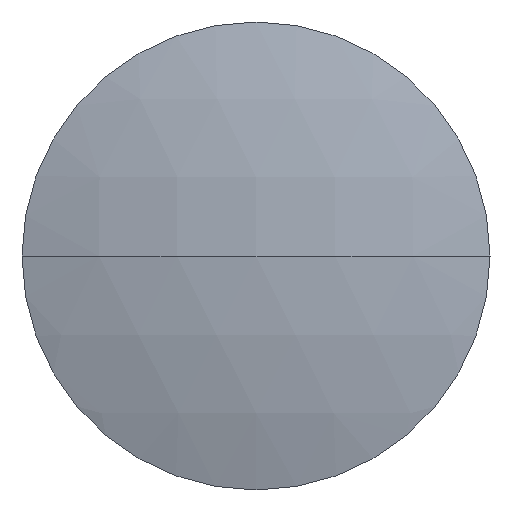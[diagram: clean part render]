
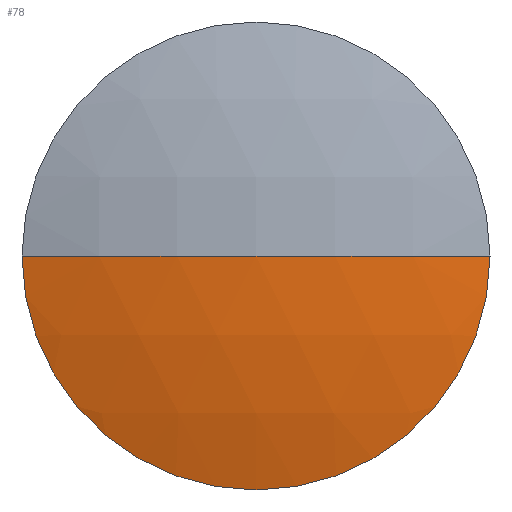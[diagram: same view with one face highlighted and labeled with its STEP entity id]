
A CAD part, left-side view. The second image highlights one B-rep face of the part: STEP entity #78.
In plain terms, the highlighted spherical face has radius 90.203 mm.
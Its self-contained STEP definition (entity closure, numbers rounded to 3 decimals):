
#29 = VERTEX_POINT ( 'NONE', #301 ) ;
#40 = CARTESIAN_POINT ( 'NONE',  ( 167.766, 97.232, 0. ) ) ;
#41 = CARTESIAN_POINT ( 'NONE',  ( 171.416, 97.232, 0. ) ) ;
#45 = EDGE_CURVE ( 'NONE', #338, #29, #59, .T. ) ;
#50 = ORIENTED_EDGE ( 'NONE', *, *, #81, .T. ) ;
#56 = DIRECTION ( 'NONE',  ( -1., 0., 0. ) ) ;
#59 = CIRCLE ( 'NONE', #283, 25.4 ) ;
#60 = EDGE_CURVE ( 'NONE', #106, #165, #170, .T. ) ;
#64 = DIRECTION ( 'NONE',  ( 0., 0., -1. ) ) ;
#65 = ORIENTED_EDGE ( 'NONE', *, *, #254, .T. ) ;
#78 = ADVANCED_FACE ( 'NONE', ( #267 ), #322, .T. ) ;
#79 = AXIS2_PLACEMENT_3D ( 'NONE', #304, #154, #305 ) ;
#81 = EDGE_CURVE ( 'NONE', #106, #338, #317, .T. ) ;
#89 = DIRECTION ( 'NONE',  ( 0., 1., 0. ) ) ;
#90 = DIRECTION ( 'NONE',  ( 0., 0., 1. ) ) ;
#98 = AXIS2_PLACEMENT_3D ( 'NONE', #326, #250, #89 ) ;
#106 = VERTEX_POINT ( 'NONE', #151 ) ;
#123 = AXIS2_PLACEMENT_3D ( 'NONE', #156, #64, #164 ) ;
#136 = DIRECTION ( 'NONE',  ( 0., 0., 1. ) ) ;
#151 = CARTESIAN_POINT ( 'NONE',  ( 171.416, 122.632, 0. ) ) ;
#154 = DIRECTION ( 'NONE',  ( 0., 0., 1. ) ) ;
#156 = CARTESIAN_POINT ( 'NONE',  ( 257.969, 97.232, 0. ) ) ;
#157 = ORIENTED_EDGE ( 'NONE', *, *, #60, .F. ) ;
#164 = DIRECTION ( 'NONE',  ( 0., 1., 0. ) ) ;
#165 = VERTEX_POINT ( 'NONE', #40 ) ;
#167 = CIRCLE ( 'NONE', #123, 90.203 ) ;
#170 = CIRCLE ( 'NONE', #79, 90.203 ) ;
#181 = ORIENTED_EDGE ( 'NONE', *, *, #45, .T. ) ;
#197 = EDGE_LOOP ( 'NONE', ( #50, #181, #65, #157 ) ) ;
#225 = CARTESIAN_POINT ( 'NONE',  ( 171.416, 97.232, 0. ) ) ;
#229 = DIRECTION ( 'NONE',  ( -1., 0., 0. ) ) ;
#250 = DIRECTION ( 'NONE',  ( 0., 0., -1. ) ) ;
#254 = EDGE_CURVE ( 'NONE', #29, #165, #167, .T. ) ;
#267 = FACE_OUTER_BOUND ( 'NONE', #197, .T. ) ;
#283 = AXIS2_PLACEMENT_3D ( 'NONE', #225, #56, #90 ) ;
#293 = AXIS2_PLACEMENT_3D ( 'NONE', #41, #229, #136 ) ;
#301 = CARTESIAN_POINT ( 'NONE',  ( 171.416, 71.832, 0. ) ) ;
#304 = CARTESIAN_POINT ( 'NONE',  ( 257.969, 97.232, 0. ) ) ;
#305 = DIRECTION ( 'NONE',  ( 1., 0., 0. ) ) ;
#312 = CARTESIAN_POINT ( 'NONE',  ( 171.416, 97.232, -25.4 ) ) ;
#317 = CIRCLE ( 'NONE', #293, 25.4 ) ;
#322 = SPHERICAL_SURFACE ( 'NONE', #98, 90.203 ) ;
#326 = CARTESIAN_POINT ( 'NONE',  ( 257.969, 97.232, 0. ) ) ;
#338 = VERTEX_POINT ( 'NONE', #312 ) ;
